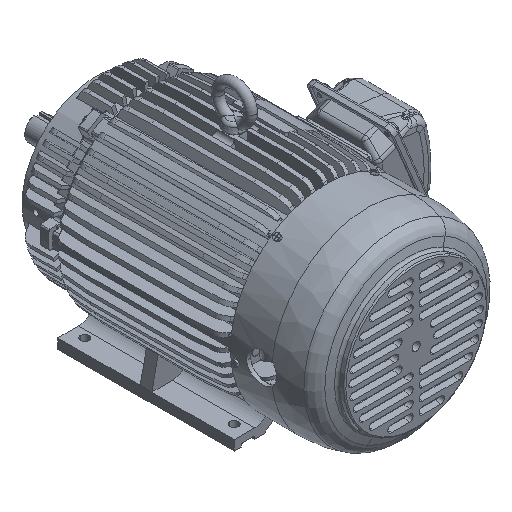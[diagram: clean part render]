
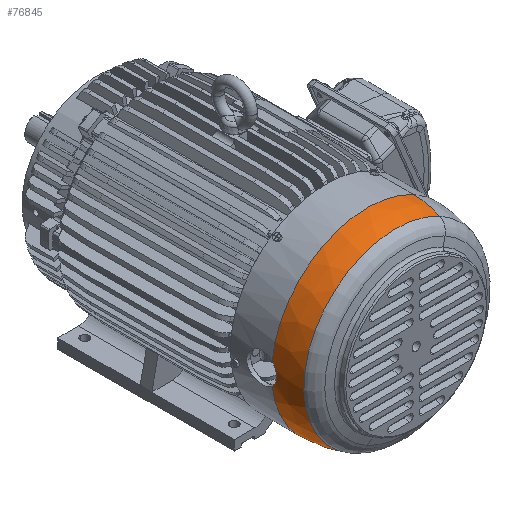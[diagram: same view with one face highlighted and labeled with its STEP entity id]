
A CAD part, isometric view. The second image highlights one B-rep face of the part: STEP entity #76845.
In plain terms, the highlighted spherical face has radius 163.5 mm.
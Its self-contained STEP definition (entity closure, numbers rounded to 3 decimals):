
#71639=CARTESIAN_POINT('Axis2P3D Location',(0.,-227.,0.)) ;
#71648=CARTESIAN_POINT('Vertex',(-78.386,-227.,-143.485)) ;
#71655=CARTESIAN_POINT('Vertex',(-74.953,-274.855,-137.201)) ;
#71658=CARTESIAN_POINT('Axis2P3D Location',(0.,-227.,0.)) ;
#71679=CARTESIAN_POINT('Vertex',(74.953,-274.855,137.201)) ;
#71710=CARTESIAN_POINT('Axis2P3D Location',(0.,-274.855,0.)) ;
#75458=CARTESIAN_POINT('Vertex',(-162.469,-227.,-18.33)) ;
#75462=CARTESIAN_POINT('Control Point',(-162.469,-227.,-18.33)) ;
#75463=CARTESIAN_POINT('Control Point',(-162.863,-230.766,-14.838)) ;
#75464=CARTESIAN_POINT('Control Point',(-163.157,-233.584,-10.302)) ;
#75465=CARTESIAN_POINT('Control Point',(-163.304,-235.,-5.148)) ;
#75466=CARTESIAN_POINT('Control Point',(-163.304,-235.,0.)) ;
#75467=CARTESIAN_POINT('Vertex',(-163.304,-235.,0.)) ;
#75951=CARTESIAN_POINT('Control Point',(-162.469,-227.,18.33)) ;
#75952=CARTESIAN_POINT('Control Point',(-162.863,-230.766,14.838)) ;
#75953=CARTESIAN_POINT('Control Point',(-163.157,-233.584,10.302)) ;
#75954=CARTESIAN_POINT('Control Point',(-163.304,-235.,5.148)) ;
#75955=CARTESIAN_POINT('Control Point',(-163.304,-235.,0.)) ;
#75956=CARTESIAN_POINT('Vertex',(-162.469,-227.,18.33)) ;
#76819=CARTESIAN_POINT('Axis2P3D Location',(0.,-227.,0.)) ;
#76824=CARTESIAN_POINT('Axis2P3D Location',(0.,-227.,0.)) ;
#76828=CARTESIAN_POINT('Vertex',(78.386,-227.,143.485)) ;
#76831=CARTESIAN_POINT('Axis2P3D Location',(0.,-227.,0.)) ;
#71640=DIRECTION('Axis2P3D Direction',(-0.,1.,0.)) ;
#71641=DIRECTION('Axis2P3D XDirection',(0.479,0.,0.878)) ;
#71659=DIRECTION('Axis2P3D Direction',(0.878,0.,-0.479)) ;
#71711=DIRECTION('Axis2P3D Direction',(-0.,1.,0.)) ;
#76820=DIRECTION('Axis2P3D Direction',(-0.,1.,0.)) ;
#76825=DIRECTION('Axis2P3D Direction',(-0.878,0.,0.479)) ;
#76832=DIRECTION('Axis2P3D Direction',(-0.,1.,0.)) ;
#71642=AXIS2_PLACEMENT_3D('Sphere Axis2P3D',#71639,#71640,#71641) ;
#71660=AXIS2_PLACEMENT_3D('Circle Axis2P3D',#71658,#71659,$) ;
#71712=AXIS2_PLACEMENT_3D('Circle Axis2P3D',#71710,#71711,$) ;
#76821=AXIS2_PLACEMENT_3D('Circle Axis2P3D',#76819,#76820,$) ;
#76826=AXIS2_PLACEMENT_3D('Circle Axis2P3D',#76824,#76825,$) ;
#76833=AXIS2_PLACEMENT_3D('Circle Axis2P3D',#76831,#76832,$) ;
#76837=ORIENTED_EDGE('',*,*,#76823,.F.) ;
#76838=ORIENTED_EDGE('',*,*,#71662,.T.) ;
#76839=ORIENTED_EDGE('',*,*,#71714,.T.) ;
#76840=ORIENTED_EDGE('',*,*,#76830,.F.) ;
#76841=ORIENTED_EDGE('',*,*,#76835,.F.) ;
#76842=ORIENTED_EDGE('',*,*,#75958,.T.) ;
#76843=ORIENTED_EDGE('',*,*,#75469,.F.) ;
#76845=ADVANCED_FACE('31407C370.1',(#76844),#71643,.T.) ;
#75461=B_SPLINE_CURVE_WITH_KNOTS('',4,(#75462,#75463,#75464,#75465,#75466),.UNSPECIFIED.,.F.,.U.,(5,5),(0.,29.138),.UNSPECIFIED.) ;
#75950=B_SPLINE_CURVE_WITH_KNOTS('',4,(#75951,#75952,#75953,#75954,#75955),.UNSPECIFIED.,.F.,.U.,(5,5),(0.,29.138),.UNSPECIFIED.) ;
#71661=CIRCLE('generated circle',#71660,163.5) ;
#71713=CIRCLE('generated circle',#71712,156.34) ;
#76822=CIRCLE('generated circle',#76821,163.5) ;
#76827=CIRCLE('generated circle',#76826,163.5) ;
#76834=CIRCLE('generated circle',#76833,163.5) ;
#71662=EDGE_CURVE('',#71649,#71656,#71661,.F.) ;
#71714=EDGE_CURVE('',#71656,#71680,#71713,.T.) ;
#75469=EDGE_CURVE('',#75459,#75468,#75461,.T.) ;
#75958=EDGE_CURVE('',#75957,#75468,#75950,.T.) ;
#76823=EDGE_CURVE('',#71649,#75459,#76822,.T.) ;
#76830=EDGE_CURVE('',#76829,#71680,#76827,.F.) ;
#76835=EDGE_CURVE('',#75957,#76829,#76834,.T.) ;
#76836=EDGE_LOOP('',(#76837,#76838,#76839,#76840,#76841,#76842,#76843)) ;
#76844=FACE_OUTER_BOUND('',#76836,.T.) ;
#71643=SPHERICAL_SURFACE('',#71642,163.5) ;
#71649=VERTEX_POINT('',#71648) ;
#71656=VERTEX_POINT('',#71655) ;
#71680=VERTEX_POINT('',#71679) ;
#75459=VERTEX_POINT('',#75458) ;
#75468=VERTEX_POINT('',#75467) ;
#75957=VERTEX_POINT('',#75956) ;
#76829=VERTEX_POINT('',#76828) ;
